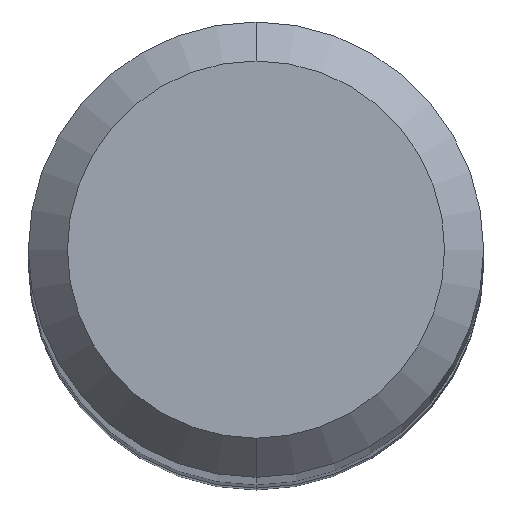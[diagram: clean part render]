
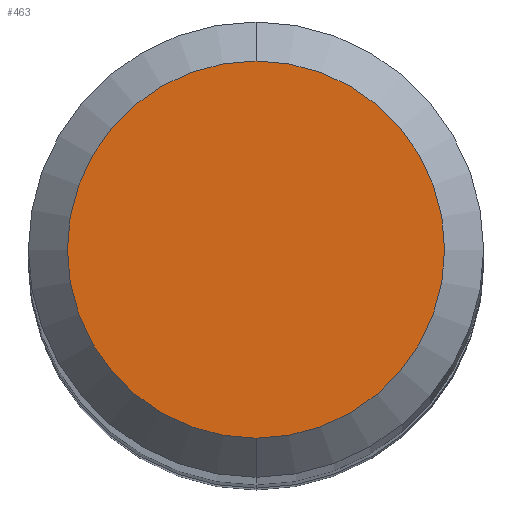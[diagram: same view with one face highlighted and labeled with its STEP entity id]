
A CAD part, top view. The second image highlights one B-rep face of the part: STEP entity #463.
In plain terms, the highlighted planar face has unit normal (0, 0, 1).
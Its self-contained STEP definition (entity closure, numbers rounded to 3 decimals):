
#235=EDGE_CURVE('',#373,#395,#623,.T.);
#329=EDGE_CURVE('',#395,#373,#728,.T.);
#373=VERTEX_POINT('',#776);
#395=VERTEX_POINT('',#799);
#463=ADVANCED_FACE('',(#876),#877,.T.);
#623=CIRCLE('',#1053,1.45);
#728=CIRCLE('',#1281,1.45);
#776=CARTESIAN_POINT('',(0.,-1.45,0.0));
#799=CARTESIAN_POINT('',(0.0,1.45,0.0));
#876=FACE_OUTER_BOUND('',#1555,.T.);
#877=PLANE('',#1556);
#1053=AXIS2_PLACEMENT_3D('',#1786,#1787,#1788);
#1281=AXIS2_PLACEMENT_3D('',#1915,#1916,#1917);
#1555=EDGE_LOOP('',(#2077,#2078));
#1556=AXIS2_PLACEMENT_3D('',#2079,#2080,#2081);
#1786=CARTESIAN_POINT('',(0.0,0.0,0.0));
#1787=DIRECTION('',(0.0,0.0,-1.0));
#1788=DIRECTION('',(0.0,1.0,0.0));
#1915=CARTESIAN_POINT('',(0.0,0.0,0.0));
#1916=DIRECTION('',(0.0,0.0,-1.0));
#1917=DIRECTION('',(0.0,1.0,0.0));
#2077=ORIENTED_EDGE('',*,*,#329,.F.);
#2078=ORIENTED_EDGE('',*,*,#235,.F.);
#2079=CARTESIAN_POINT('',(0.0,0.725,0.0));
#2080=DIRECTION('',(-0.0,0.0,1.0));
#2081=DIRECTION('',(0.0,-1.0,0.0));
